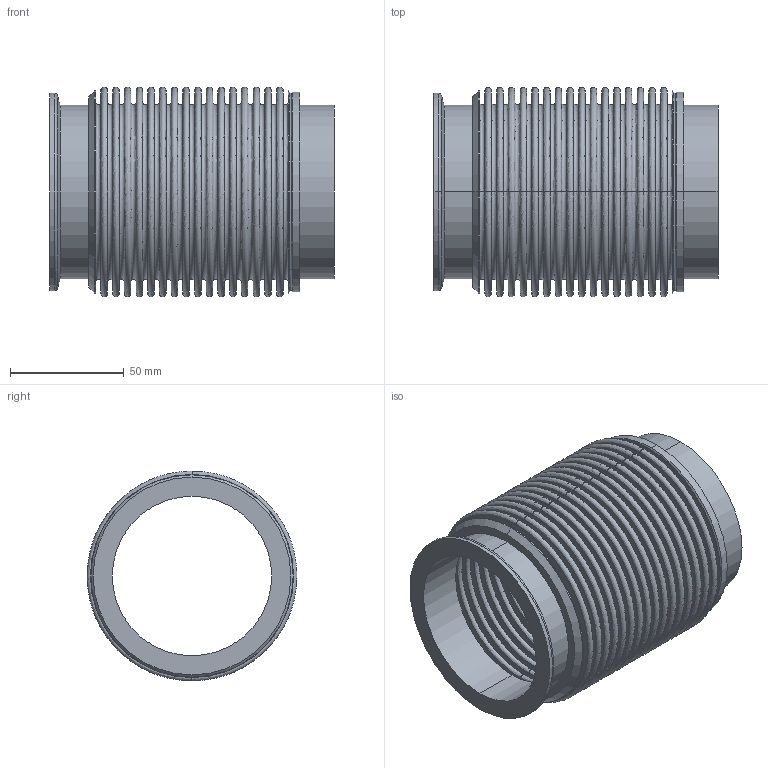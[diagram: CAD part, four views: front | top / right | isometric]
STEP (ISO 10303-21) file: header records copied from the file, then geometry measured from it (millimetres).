
FILE_DESCRIPTION( (''), '2;1');
FILE_NAME ('CAD714.332.KP63_17362.stp','2017-01-24T16:00:29',(''),(''),'spGate 12.6.6','','');
FILE_SCHEMA (('AUTOMOTIVE_DESIGN'));
Length unit declared in the file: millimetre
Products named in the file (4): Assembly; KF63-1; KF63-2; PF63-2_mr
Assembly tree (3 placements, depth 2):
  Assembly
    KF63-1
    KF63-2
    PF63-2_mr
Bounding box: 125 x 92.3 x 92.3 mm (x, y, z)
Volume: 56794.4 mm3; surface area: 195765.3 mm2
Topology: 3 solids, 3 shells, 236 faces, 472 edges, 310 vertices
Faces by surface type: bspline 142, plane 74, cylinder 20
Entity records: 13564 total; most frequent: CARTESIAN_POINT 5002, ORIENTED_EDGE 944, DIRECTION 824, COLOUR_RGB 711, PRESENTATION_STYLE_ASSIGNMENT 711, STYLED_ITEM 711, EDGE_CURVE 472, DRAUGHTING_PRE_DEFINED_CURVE_FONT 472
